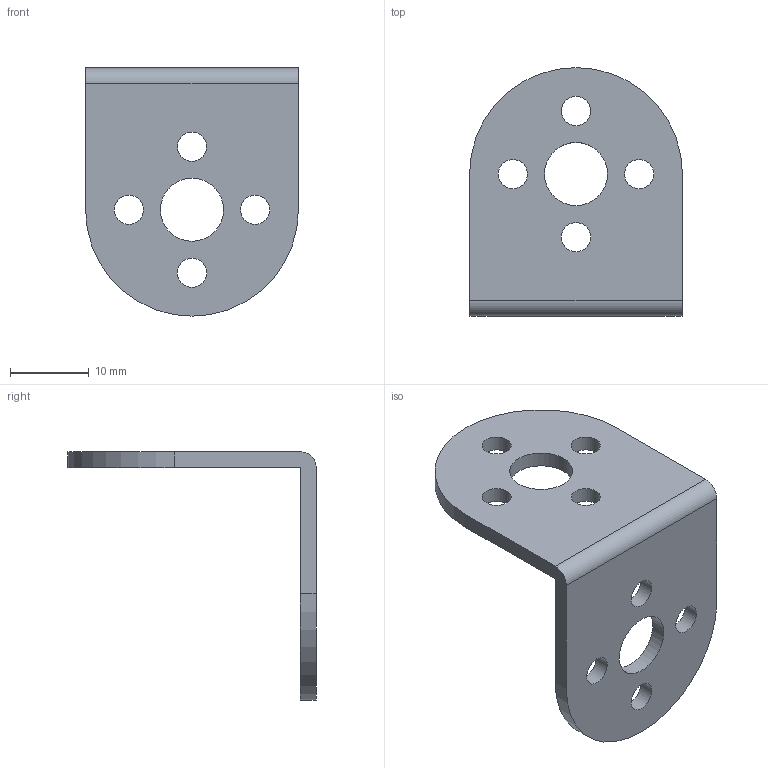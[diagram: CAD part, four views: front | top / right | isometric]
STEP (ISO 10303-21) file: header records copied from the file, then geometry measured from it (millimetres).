
FILE_DESCRIPTION(/* description */ (''),/* implementation_level */ '2;1');
FILE_NAME(/* name */ 'Tetrix_739062.ipt.stp',/* time_stamp */ '2014-12-18T17:45:54-08:00',/* author */ ('Autodesk Inc.'),/* organization */ ('Autodesk Inc.'),/* preprocessor_version */ 'ST-DEVELOPER v15.6',/* originating_system */ 'Autodesk Inventor 2015',/* authorisation */ '');
FILE_SCHEMA (('AUTOMOTIVE_DESIGN { 1 0 10303 214 3 1 1 }'));
Length unit declared in the file: millimetre
Products named in the file (1): Tetrix_739062
Bounding box: 27 x 31.5 x 31.5 mm (x, y, z)
Volume: 2584.8 mm3; surface area: 3175.3 mm2
Topology: 1 solids, 1 shells, 19 faces, 51 edges, 34 vertices
Faces by surface type: cylinder 13, plane 6
Full cylindrical faces by diameter (mm): 3.7 x8, 8 x2
Entity records: 651 total; most frequent: DIRECTION 107, CARTESIAN_POINT 95, ORIENTED_EDGE 82, EDGE_LOOP 49, AXIS2_PLACEMENT_3D 46, EDGE_CURVE 41, VERTEX_POINT 34, FACE_BOUND 30
